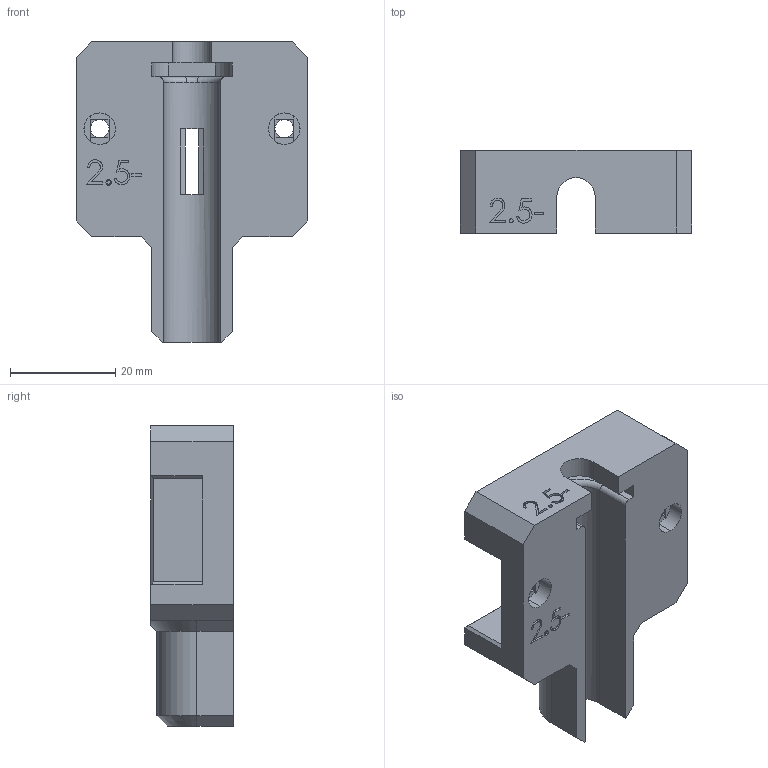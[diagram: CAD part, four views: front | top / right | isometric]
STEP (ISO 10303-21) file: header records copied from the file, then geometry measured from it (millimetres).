
FILE_DESCRIPTION (( 'STEP AP214' ), '1' );
FILE_NAME ('2.5mL Hamilton Holder -0.1 v1.3.STEP', '2024-12-03T16:10:07', ( '' ), ( '' ), 'SwSTEP 2.0', 'SolidWorks 2024', '' );
FILE_SCHEMA (( 'AUTOMOTIVE_DESIGN' ));
Length unit declared in the file: millimetre
Products named in the file (1): 2.5mL Hamilton Holder -0.1 v1.3
Bounding box: 44 x 15.68 x 57 mm (x, y, z)
Volume: 17870.9 mm3; surface area: 8319 mm2
Topology: 1 solids, 1 shells, 182 faces, 484 edges, 312 vertices
Faces by surface type: plane 120, bspline 41, cylinder 17, cone 2, torus 2
Entity records: 8214 total; most frequent: CARTESIAN_POINT 3904, ORIENTED_EDGE 968, DIRECTION 740, EDGE_CURVE 484, LINE 344, VECTOR 344, VERTEX_POINT 312, AXIS2_PLACEMENT_3D 198
